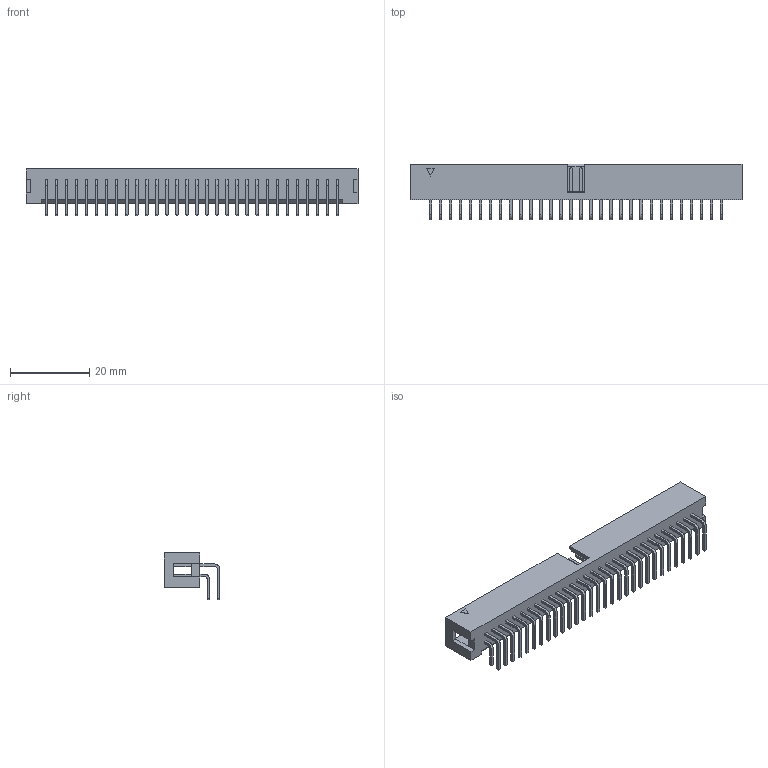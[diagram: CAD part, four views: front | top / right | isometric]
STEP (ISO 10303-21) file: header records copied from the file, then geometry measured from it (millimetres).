
FILE_DESCRIPTION(('STEP AP214'), '1');
FILE_NAME('DS1013 (IDC-R CONNFLY)', '2018-04-28T09:15:51', ('Egor'), (''), 'ASCON STEP Converter 1.3', 'ASCON Math Kernel', '');
FILE_SCHEMA(('AUTOMOTIVE_DESIGN { 1 0 10303 214 3 1 1}'));
Length unit declared in the file: millimetre
Bounding box: 84 x 14.02 x 11.9 mm (x, y, z)
Volume: 3339 mm3; surface area: 6656.8 mm2
Topology: 1 solids, 1 shells, 1356 faces, 3223 edges, 1986 vertices
Faces by surface type: plane 1236, cylinder 120
Entity records: 48763 total; most frequent: CARTESIAN_POINT 6566, ORIENTED_EDGE 6446, DIRECTION 6177, EDGE_CURVE 3223, LINE 2983, VECTOR 2983, VERTEX_POINT 1986, AXIS2_PLACEMENT_3D 1597
